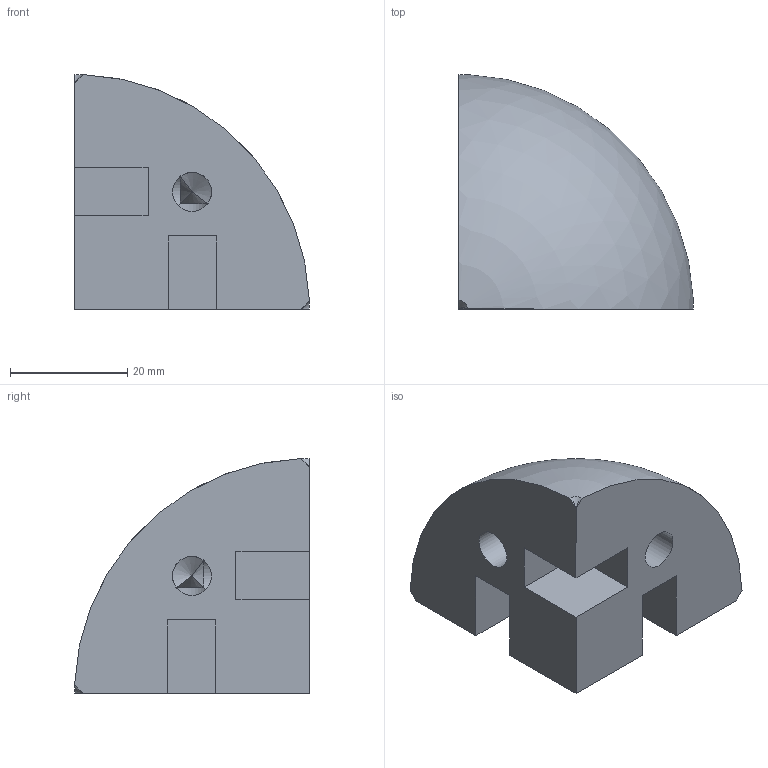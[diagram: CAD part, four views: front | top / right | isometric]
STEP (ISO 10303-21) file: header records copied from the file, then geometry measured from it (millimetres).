
FILE_DESCRIPTION((''),'2;1');
FILE_NAME('SZ5050N_A.stp','2013-08-30T10:38:28',('janine behrens'),(''),'Autodesk Inventor 2012','Autodesk Inventor 2012','');
FILE_SCHEMA(('AUTOMOTIVE_DESIGN { 1 0 10303 214 1 1 1 1 }'));
Length unit declared in the file: millimetre
Products named in the file (1): SZ5050N_A
Bounding box: 39.97 x 39.97 x 39.97 mm (x, y, z)
Volume: 27755.8 mm3; surface area: 8263.5 mm2
Topology: 1 solids, 1 shells, 25 faces, 78 edges, 48 vertices
Faces by surface type: plane 15, cone 6, cylinder 3, sphere 1
Full cylindrical faces by diameter (mm): 6.647 x3
Entity records: 951 total; most frequent: CARTESIAN_POINT 302, DIRECTION 127, ORIENTED_EDGE 126, EDGE_CURVE 63, VECTOR 45, LINE 45, VERTEX_POINT 42, AXIS2_PLACEMENT_3D 41
